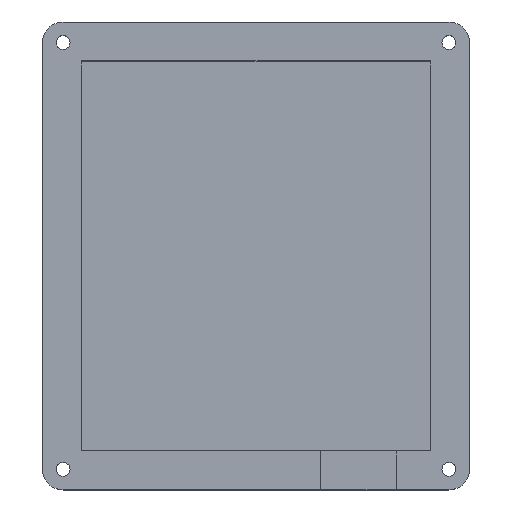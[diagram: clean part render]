
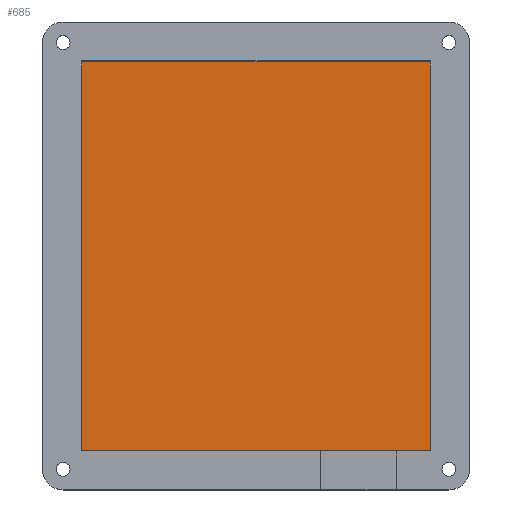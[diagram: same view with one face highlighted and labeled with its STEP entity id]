
A CAD part, top view. The second image highlights one B-rep face of the part: STEP entity #685.
In plain terms, the highlighted planar face has unit normal (0, 0, 1).
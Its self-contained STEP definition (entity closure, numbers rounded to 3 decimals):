
#550 = VERTEX_POINT('',#551);
#551 = CARTESIAN_POINT('',(-27.63,-38.468,3.));
#557 = EDGE_CURVE('',#550,#558,#560,.T.);
#558 = VERTEX_POINT('',#559);
#559 = CARTESIAN_POINT('',(57.37,-38.468,3.));
#560 = LINE('',#561,#562);
#561 = CARTESIAN_POINT('',(-27.63,-38.468,3.));
#562 = VECTOR('',#563,1.);
#563 = DIRECTION('',(1.,0.,0.));
#596 = EDGE_CURVE('',#558,#597,#599,.T.);
#597 = VERTEX_POINT('',#598);
#598 = CARTESIAN_POINT('',(57.37,56.532,3.));
#599 = LINE('',#600,#601);
#600 = CARTESIAN_POINT('',(57.37,-38.468,3.));
#601 = VECTOR('',#602,1.);
#602 = DIRECTION('',(0.,1.,0.));
#620 = EDGE_CURVE('',#597,#621,#623,.T.);
#621 = VERTEX_POINT('',#622);
#622 = CARTESIAN_POINT('',(-27.63,56.532,3.));
#623 = LINE('',#624,#625);
#624 = CARTESIAN_POINT('',(57.37,56.532,3.));
#625 = VECTOR('',#626,1.);
#626 = DIRECTION('',(-1.,0.,0.));
#644 = EDGE_CURVE('',#621,#550,#645,.T.);
#645 = LINE('',#646,#647);
#646 = CARTESIAN_POINT('',(-27.63,56.532,3.));
#647 = VECTOR('',#648,1.);
#648 = DIRECTION('',(0.,-1.,0.));
#685 = ADVANCED_FACE('',(#686),#692,.T.);
#686 = FACE_BOUND('',#687,.T.);
#687 = EDGE_LOOP('',(#688,#689,#690,#691));
#688 = ORIENTED_EDGE('',*,*,#644,.T.);
#689 = ORIENTED_EDGE('',*,*,#557,.T.);
#690 = ORIENTED_EDGE('',*,*,#596,.T.);
#691 = ORIENTED_EDGE('',*,*,#620,.T.);
#692 = PLANE('',#693);
#693 = AXIS2_PLACEMENT_3D('',#694,#695,#696);
#694 = CARTESIAN_POINT('',(14.87,9.032,3.));
#695 = DIRECTION('',(0.,0.,1.));
#696 = DIRECTION('',(1.,0.,0.));
